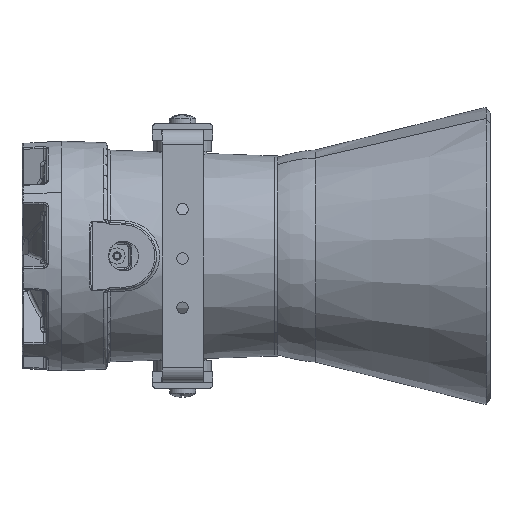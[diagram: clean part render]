
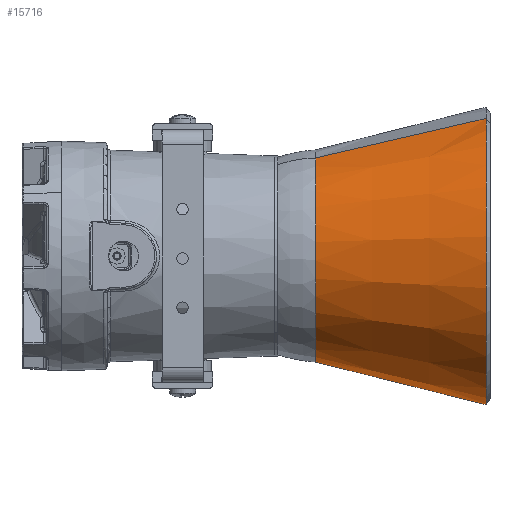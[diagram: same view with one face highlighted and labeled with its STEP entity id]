
A CAD part, front view. The second image highlights one B-rep face of the part: STEP entity #15716.
In plain terms, the highlighted conical face has half-angle 14.048 degrees and reference radius 90.695 mm.
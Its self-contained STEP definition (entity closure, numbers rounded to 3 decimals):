
#245 = VERTEX_POINT ( 'NONE', #47252 ) ;
#1097 = DIRECTION ( 'NONE',  ( 0.97, 0.093, -0.224 ) ) ;
#1956 = VECTOR ( 'NONE', #12092, 1000. ) ;
#2873 = CARTESIAN_POINT ( 'NONE',  ( 155.019, 0., 0. ) ) ;
#4424 = DIRECTION ( 'NONE',  ( 0., -0.382, 0.924 ) ) ;
#6332 = DIRECTION ( 'NONE',  ( -1., 0., 0. ) ) ;
#6783 = DIRECTION ( 'NONE',  ( 0., 0.382, -0.924 ) ) ;
#7343 = CARTESIAN_POINT ( 'NONE',  ( 155.019, -24.7, 59.785 ) ) ;
#8218 = CIRCLE ( 'NONE', #44883, 90.695 ) ;
#9073 = AXIS2_PLACEMENT_3D ( 'NONE', #38254, #15567, #4424 ) ;
#9414 = ORIENTED_EDGE ( 'NONE', *, *, #42131, .F. ) ;
#10537 = CARTESIAN_POINT ( 'NONE',  ( 258.967, 34.632, -83.823 ) ) ;
#12092 = DIRECTION ( 'NONE',  ( 0.97, -0.093, 0.224 ) ) ;
#13369 = EDGE_CURVE ( 'NONE', #45985, #39904, #20943, .T. ) ;
#15567 = DIRECTION ( 'NONE',  ( 1., 0., 0. ) ) ;
#15716 = ADVANCED_FACE ( 'NONE', ( #44209 ), #39407, .T. ) ;
#17680 = VECTOR ( 'NONE', #1097, 1000. ) ;
#19904 = ORIENTED_EDGE ( 'NONE', *, *, #24706, .T. ) ;
#19968 = EDGE_LOOP ( 'NONE', ( #9414, #29731, #19904, #20827 ) ) ;
#20827 = ORIENTED_EDGE ( 'NONE', *, *, #13369, .F. ) ;
#20943 = LINE ( 'NONE', #46384, #1956 ) ;
#23340 = CIRCLE ( 'NONE', #27489, 64.686 ) ;
#24706 = EDGE_CURVE ( 'NONE', #25645, #39904, #8218, .T. ) ;
#25645 = VERTEX_POINT ( 'NONE', #10537 ) ;
#26478 = EDGE_CURVE ( 'NONE', #245, #25645, #47841, .T. ) ;
#27489 = AXIS2_PLACEMENT_3D ( 'NONE', #2873, #29369, #6783 ) ;
#28923 = CARTESIAN_POINT ( 'NONE',  ( 258.967, 0., 0. ) ) ;
#29369 = DIRECTION ( 'NONE',  ( -1., 0., 0. ) ) ;
#29731 = ORIENTED_EDGE ( 'NONE', *, *, #26478, .T. ) ;
#31216 = CARTESIAN_POINT ( 'NONE',  ( 258.967, 34.632, -83.823 ) ) ;
#32694 = DIRECTION ( 'NONE',  ( 0., 0.382, -0.924 ) ) ;
#38254 = CARTESIAN_POINT ( 'NONE',  ( 258.967, 0., 0. ) ) ;
#39407 = CONICAL_SURFACE ( 'NONE', #9073, 90.695, 0.245 ) ;
#39904 = VERTEX_POINT ( 'NONE', #43335 ) ;
#42131 = EDGE_CURVE ( 'NONE', #245, #45985, #23340, .T. ) ;
#43335 = CARTESIAN_POINT ( 'NONE',  ( 258.967, -34.632, 83.823 ) ) ;
#44209 = FACE_OUTER_BOUND ( 'NONE', #19968, .T. ) ;
#44883 = AXIS2_PLACEMENT_3D ( 'NONE', #28923, #6332, #32694 ) ;
#45985 = VERTEX_POINT ( 'NONE', #7343 ) ;
#46384 = CARTESIAN_POINT ( 'NONE',  ( 258.967, -34.632, 83.823 ) ) ;
#47252 = CARTESIAN_POINT ( 'NONE',  ( 155.019, 24.7, -59.785 ) ) ;
#47841 = LINE ( 'NONE', #31216, #17680 ) ;
